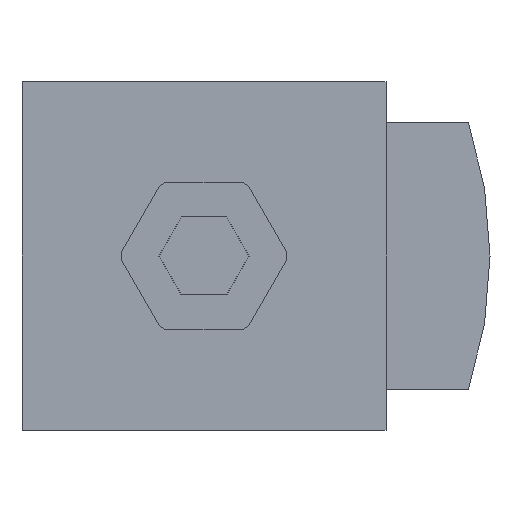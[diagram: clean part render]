
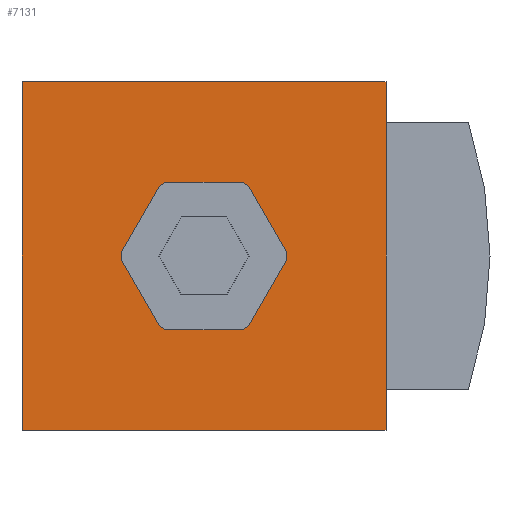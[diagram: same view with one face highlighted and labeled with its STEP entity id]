
A CAD part, front view. The second image highlights one B-rep face of the part: STEP entity #7131.
In plain terms, the highlighted planar face has unit normal (0, -1, 0).
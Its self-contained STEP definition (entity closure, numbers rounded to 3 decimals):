
#123=PLANE('',#7494);
#321=LINE('',#9378,#915);
#427=LINE('',#9600,#1021);
#442=LINE('',#9638,#1036);
#486=LINE('',#9757,#1080);
#599=LINE('',#10049,#1193);
#600=LINE('',#10052,#1194);
#601=LINE('',#10054,#1195);
#602=LINE('',#10056,#1196);
#603=LINE('',#10058,#1197);
#604=LINE('',#10060,#1198);
#605=LINE('',#10062,#1199);
#606=LINE('',#10064,#1200);
#607=LINE('',#10066,#1201);
#608=LINE('',#10068,#1202);
#609=LINE('',#10070,#1203);
#610=LINE('',#10072,#1204);
#915=VECTOR('',#7861,1000.);
#1021=VECTOR('',#8033,1000.);
#1036=VECTOR('',#8062,1000.);
#1080=VECTOR('',#8154,1000.);
#1193=VECTOR('',#8375,1000.);
#1194=VECTOR('',#8376,1000.);
#1195=VECTOR('',#8377,1000.);
#1196=VECTOR('',#8378,1000.);
#1197=VECTOR('',#8379,1000.);
#1198=VECTOR('',#8380,1000.);
#1199=VECTOR('',#8381,1000.);
#1200=VECTOR('',#8382,1000.);
#1201=VECTOR('',#8383,1000.);
#1202=VECTOR('',#8384,1000.);
#1203=VECTOR('',#8385,1000.);
#1204=VECTOR('',#8386,1000.);
#2023=ORIENTED_EDGE('',*,*,#3079,.F.);
#2024=ORIENTED_EDGE('',*,*,#3193,.F.);
#2025=ORIENTED_EDGE('',*,*,#3272,.F.);
#2026=ORIENTED_EDGE('',*,*,#3213,.F.);
#2027=ORIENTED_EDGE('',*,*,#3419,.F.);
#2028=ORIENTED_EDGE('',*,*,#3420,.F.);
#2029=ORIENTED_EDGE('',*,*,#3421,.F.);
#2030=ORIENTED_EDGE('',*,*,#3422,.F.);
#2031=ORIENTED_EDGE('',*,*,#3423,.F.);
#2032=ORIENTED_EDGE('',*,*,#3424,.F.);
#2033=ORIENTED_EDGE('',*,*,#3425,.F.);
#2034=ORIENTED_EDGE('',*,*,#3426,.F.);
#2035=ORIENTED_EDGE('',*,*,#3427,.F.);
#2036=ORIENTED_EDGE('',*,*,#3428,.F.);
#2037=ORIENTED_EDGE('',*,*,#3429,.F.);
#2038=ORIENTED_EDGE('',*,*,#3430,.F.);
#3079=EDGE_CURVE('',#3838,#3839,#321,.T.);
#3193=EDGE_CURVE('',#3921,#3838,#427,.T.);
#3213=EDGE_CURVE('',#3839,#3938,#442,.T.);
#3272=EDGE_CURVE('',#3938,#3921,#486,.T.);
#3419=EDGE_CURVE('',#4114,#4115,#599,.T.);
#3420=EDGE_CURVE('',#4116,#4114,#600,.T.);
#3421=EDGE_CURVE('',#4117,#4116,#601,.T.);
#3422=EDGE_CURVE('',#4118,#4117,#602,.T.);
#3423=EDGE_CURVE('',#4119,#4118,#603,.T.);
#3424=EDGE_CURVE('',#4120,#4119,#604,.T.);
#3425=EDGE_CURVE('',#4121,#4120,#605,.T.);
#3426=EDGE_CURVE('',#4122,#4121,#606,.T.);
#3427=EDGE_CURVE('',#4123,#4122,#607,.T.);
#3428=EDGE_CURVE('',#4124,#4123,#608,.T.);
#3429=EDGE_CURVE('',#4125,#4124,#609,.T.);
#3430=EDGE_CURVE('',#4115,#4125,#610,.T.);
#3838=VERTEX_POINT('',#9377);
#3839=VERTEX_POINT('',#9379);
#3921=VERTEX_POINT('',#9599);
#3938=VERTEX_POINT('',#9639);
#4114=VERTEX_POINT('',#10050);
#4115=VERTEX_POINT('',#10051);
#4116=VERTEX_POINT('',#10053);
#4117=VERTEX_POINT('',#10055);
#4118=VERTEX_POINT('',#10057);
#4119=VERTEX_POINT('',#10059);
#4120=VERTEX_POINT('',#10061);
#4121=VERTEX_POINT('',#10063);
#4122=VERTEX_POINT('',#10065);
#4123=VERTEX_POINT('',#10067);
#4124=VERTEX_POINT('',#10069);
#4125=VERTEX_POINT('',#10071);
#4493=EDGE_LOOP('',(#2023,#2024,#2025,#2026));
#4494=EDGE_LOOP('',(#2027,#2028,#2029,#2030,#2031,#2032,#2033,#2034,#2035,
#2036,#2037,#2038));
#4814=FACE_BOUND('',#4493,.T.);
#4815=FACE_BOUND('',#4494,.T.);
#7131=ADVANCED_FACE('',(#4814,#4815),#123,.F.);
#7494=AXIS2_PLACEMENT_3D('',#10048,#8373,#8374);
#7861=DIRECTION('',(0.,0.,1.));
#8033=DIRECTION('',(-1.,0.,0.));
#8062=DIRECTION('',(1.,0.,0.));
#8154=DIRECTION('',(0.,0.,-1.));
#8373=DIRECTION('',(0.,1.,0.));
#8374=DIRECTION('',(0.,0.,1.));
#8375=DIRECTION('',(0.,0.,-1.));
#8376=DIRECTION('',(-0.5,0.,-0.866));
#8377=DIRECTION('',(-0.866,0.,-0.5));
#8378=DIRECTION('',(-1.,0.,0.));
#8379=DIRECTION('',(-0.866,0.,0.5));
#8380=DIRECTION('',(-0.5,0.,0.866));
#8381=DIRECTION('',(0.,0.,1.));
#8382=DIRECTION('',(0.5,0.,0.866));
#8383=DIRECTION('',(0.866,0.,0.5));
#8384=DIRECTION('',(1.,0.,0.));
#8385=DIRECTION('',(0.866,0.,-0.5));
#8386=DIRECTION('',(0.5,0.,-0.866));
#9377=CARTESIAN_POINT('',(-21.,-31.5,-20.1));
#9378=CARTESIAN_POINT('',(-21.,-31.5,-20.1));
#9379=CARTESIAN_POINT('',(-21.,-31.5,20.1));
#9599=CARTESIAN_POINT('',(21.,-31.5,-20.1));
#9600=CARTESIAN_POINT('',(21.,-31.5,-20.1));
#9638=CARTESIAN_POINT('',(-21.,-31.5,20.1));
#9639=CARTESIAN_POINT('',(21.,-31.5,20.1));
#9757=CARTESIAN_POINT('',(21.,-31.5,20.1));
#10048=CARTESIAN_POINT('',(0.,-31.5,0.));
#10049=CARTESIAN_POINT('',(-9.565,-31.5,0.));
#10050=CARTESIAN_POINT('',(-9.565,-31.5,0.433));
#10051=CARTESIAN_POINT('',(-9.565,-31.5,-0.433));
#10052=CARTESIAN_POINT('',(-7.361,-31.5,4.25));
#10053=CARTESIAN_POINT('',(-5.157,-31.5,8.067));
#10054=CARTESIAN_POINT('',(-4.782,-31.5,8.283));
#10055=CARTESIAN_POINT('',(-4.407,-31.5,8.5));
#10056=CARTESIAN_POINT('',(0.,-31.5,8.5));
#10057=CARTESIAN_POINT('',(4.407,-31.5,8.5));
#10058=CARTESIAN_POINT('',(4.782,-31.5,8.283));
#10059=CARTESIAN_POINT('',(5.157,-31.5,8.067));
#10060=CARTESIAN_POINT('',(7.361,-31.5,4.25));
#10061=CARTESIAN_POINT('',(9.565,-31.5,0.433));
#10062=CARTESIAN_POINT('',(9.565,-31.5,0.));
#10063=CARTESIAN_POINT('',(9.565,-31.5,-0.433));
#10064=CARTESIAN_POINT('',(7.361,-31.5,-4.25));
#10065=CARTESIAN_POINT('',(5.157,-31.5,-8.067));
#10066=CARTESIAN_POINT('',(4.782,-31.5,-8.283));
#10067=CARTESIAN_POINT('',(4.407,-31.5,-8.5));
#10068=CARTESIAN_POINT('',(0.,-31.5,-8.5));
#10069=CARTESIAN_POINT('',(-4.407,-31.5,-8.5));
#10070=CARTESIAN_POINT('',(-4.782,-31.5,-8.283));
#10071=CARTESIAN_POINT('',(-5.157,-31.5,-8.067));
#10072=CARTESIAN_POINT('',(-7.361,-31.5,-4.25));
